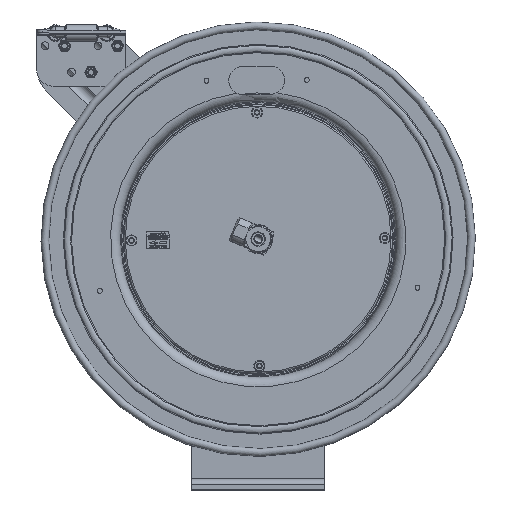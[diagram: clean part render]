
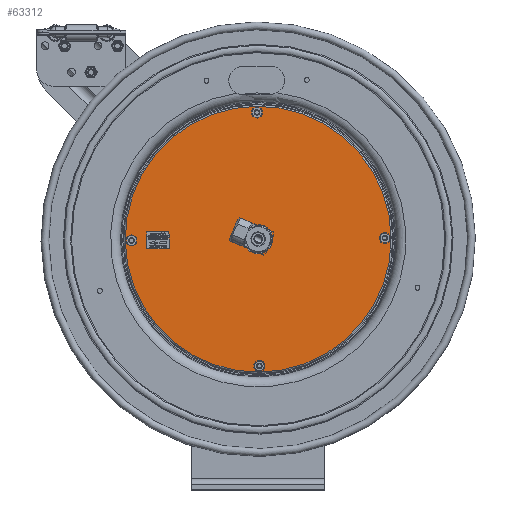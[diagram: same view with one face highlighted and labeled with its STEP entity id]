
A CAD part, top view. The second image highlights one B-rep face of the part: STEP entity #63312.
In plain terms, the highlighted planar face has unit normal (0, 0, 1).
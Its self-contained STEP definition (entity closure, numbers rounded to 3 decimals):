
#3325=FACE_BOUND('',#9113,.T.);
#3326=FACE_BOUND('',#9114,.T.);
#3327=FACE_BOUND('',#9115,.T.);
#3328=FACE_BOUND('',#9116,.T.);
#3329=FACE_BOUND('',#9117,.T.);
#4182=CIRCLE('',#66618,5.97);
#4183=CIRCLE('',#66619,0.655);
#4184=CIRCLE('',#66620,0.14);
#4185=CIRCLE('',#66621,0.14);
#4186=CIRCLE('',#66622,0.14);
#4187=CIRCLE('',#66623,0.14);
#6524=FACE_OUTER_BOUND('',#9112,.T.);
#9112=EDGE_LOOP('',(#44857));
#9113=EDGE_LOOP('',(#44858));
#9114=EDGE_LOOP('',(#44859));
#9115=EDGE_LOOP('',(#44860));
#9116=EDGE_LOOP('',(#44861));
#9117=EDGE_LOOP('',(#44862));
#25061=VERTEX_POINT('',#87023);
#25062=VERTEX_POINT('',#87025);
#25063=VERTEX_POINT('',#87027);
#25064=VERTEX_POINT('',#87029);
#25065=VERTEX_POINT('',#87031);
#25066=VERTEX_POINT('',#87033);
#33438=EDGE_CURVE('',#25061,#25061,#4182,.T.);
#33439=EDGE_CURVE('',#25062,#25062,#4183,.T.);
#33440=EDGE_CURVE('',#25063,#25063,#4184,.T.);
#33441=EDGE_CURVE('',#25064,#25064,#4185,.T.);
#33442=EDGE_CURVE('',#25065,#25065,#4186,.T.);
#33443=EDGE_CURVE('',#25066,#25066,#4187,.T.);
#44857=ORIENTED_EDGE('',*,*,#33438,.F.);
#44858=ORIENTED_EDGE('',*,*,#33439,.T.);
#44859=ORIENTED_EDGE('',*,*,#33440,.T.);
#44860=ORIENTED_EDGE('',*,*,#33441,.T.);
#44861=ORIENTED_EDGE('',*,*,#33442,.T.);
#44862=ORIENTED_EDGE('',*,*,#33443,.T.);
#59303=PLANE('',#66617);
#63312=ADVANCED_FACE('',(#6524,#3325,#3326,#3327,#3328,#3329),#59303,.T.);
#66617=AXIS2_PLACEMENT_3D('',#87022,#72074,#72075);
#66618=AXIS2_PLACEMENT_3D('',#87024,#72076,#72077);
#66619=AXIS2_PLACEMENT_3D('',#87026,#72078,#72079);
#66620=AXIS2_PLACEMENT_3D('',#87028,#72080,#72081);
#66621=AXIS2_PLACEMENT_3D('',#87030,#72082,#72083);
#66622=AXIS2_PLACEMENT_3D('',#87032,#72084,#72085);
#66623=AXIS2_PLACEMENT_3D('',#87034,#72086,#72087);
#72074=DIRECTION('center_axis',(0.,0.,
1.));
#72075=DIRECTION('ref_axis',(-1.,-0.01,0.));
#72076=DIRECTION('center_axis',(0.,0.,
-1.));
#72077=DIRECTION('ref_axis',(-1.,-0.01,0.));
#72078=DIRECTION('center_axis',(0.,0.,
-1.));
#72079=DIRECTION('ref_axis',(1.,0.01,0.));
#72080=DIRECTION('center_axis',(0.,0.,
-1.));
#72081=DIRECTION('ref_axis',(-1.,-0.01,0.));
#72082=DIRECTION('center_axis',(0.,0.,
-1.));
#72083=DIRECTION('ref_axis',(-1.,-0.01,0.));
#72084=DIRECTION('center_axis',(0.,0.,
-1.));
#72085=DIRECTION('ref_axis',(-1.,-0.01,0.));
#72086=DIRECTION('center_axis',(0.,0.,
-1.));
#72087=DIRECTION('ref_axis',(-1.,-0.01,0.));
#87022=CARTESIAN_POINT('Origin',(0.,11.25,
4.869));
#87023=CARTESIAN_POINT('',(5.97,11.307,4.869));
#87024=CARTESIAN_POINT('Origin',(0.,11.25,
4.869));
#87025=CARTESIAN_POINT('',(-0.655,11.244,4.869));
#87026=CARTESIAN_POINT('Origin',(0.,11.25,
4.869));
#87027=CARTESIAN_POINT('',(-5.827,11.194,4.869));
#87028=CARTESIAN_POINT('Origin',(-5.687,11.196,4.869));
#87029=CARTESIAN_POINT('',(5.547,11.303,4.869));
#87030=CARTESIAN_POINT('Origin',(5.687,11.304,4.869));
#87031=CARTESIAN_POINT('',(-0.086,5.561,4.869));
#87032=CARTESIAN_POINT('Origin',(0.054,5.563,4.869));
#87033=CARTESIAN_POINT('',(-0.194,16.936,4.869));
#87034=CARTESIAN_POINT('Origin',(-0.054,16.937,4.869));
